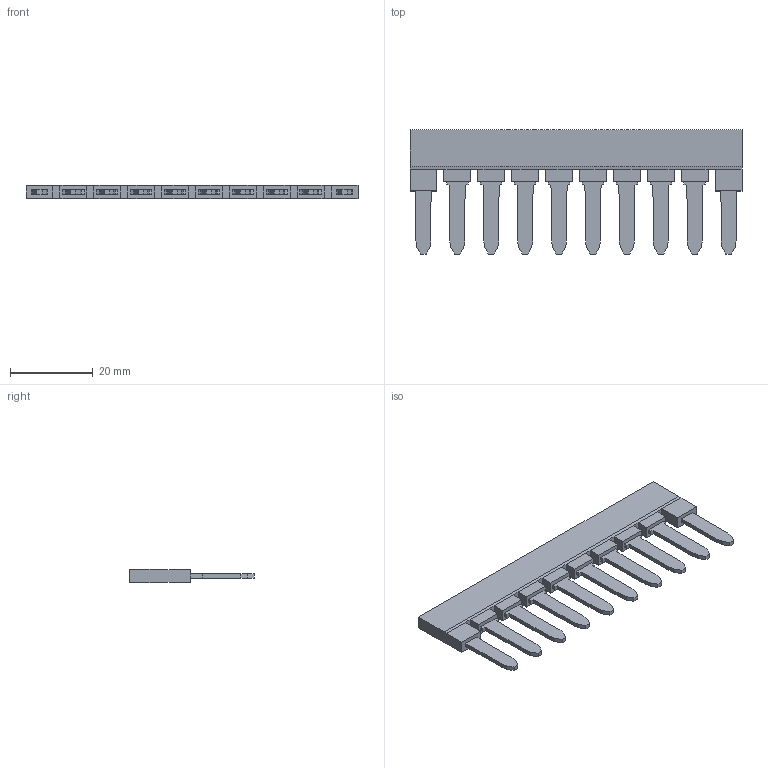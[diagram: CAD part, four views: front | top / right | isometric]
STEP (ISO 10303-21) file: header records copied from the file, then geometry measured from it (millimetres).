
FILE_DESCRIPTION(('SolidDesigner STEP Export'),'2;1');
FILE_NAME('3001599_FBSR_10_8-select.stp','2014-04-23T 7:24:27',(''),(''),'Creo Elements/Direct Modeling STEP processor for AP214 (Solid Model)','Creo Elements/Direct Modeling 18.1B 29-Sep-2012 (C) Parametric Technology GmbH','');
FILE_SCHEMA(('AUTOMOTIVE_DESIGN { 1 0 10303 214 1 1 1 1 }'));
Length unit declared in the file: millimetre
Products named in the file (1): 3001599_FBSR_10_8-select
Bounding box: 80.3 x 30.09 x 3.2 mm (x, y, z)
Volume: 3722.6 mm3; surface area: 4287.7 mm2
Topology: 1 solids, 1 shells, 206 faces, 546 edges, 352 vertices
Faces by surface type: plane 206
Entity records: 7809 total; most frequent: ORIENTED_EDGE 1092, CARTESIAN_POINT 1091, DIRECTION 939, EDGE_CURVE 546, VECTOR 539, LINE 539, VERTEX_POINT 352, EDGE_LOOP 216
